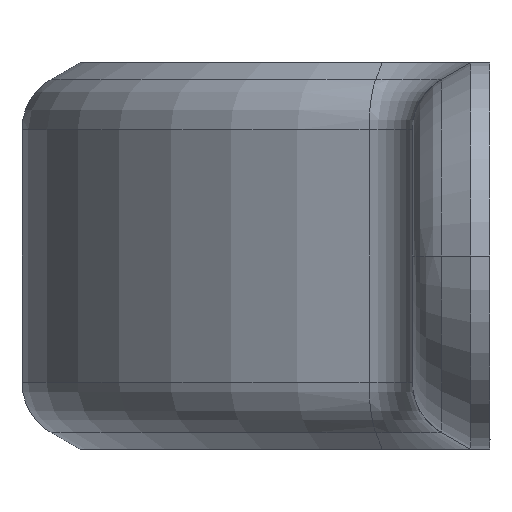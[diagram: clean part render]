
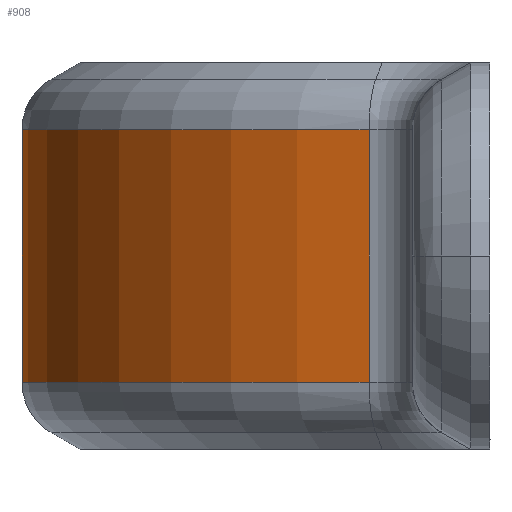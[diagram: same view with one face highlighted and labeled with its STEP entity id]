
A CAD part, left-side view. The second image highlights one B-rep face of the part: STEP entity #908.
In plain terms, the highlighted cylindrical face has radius 23.279 mm (diameter 46.557 mm), a partial arc.
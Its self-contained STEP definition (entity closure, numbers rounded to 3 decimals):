
#57 = ORIENTED_EDGE ( 'NONE', *, *, #2237, .T. ) ;
#92 = CARTESIAN_POINT ( 'NONE',  ( 0., 0., -6.536 ) ) ;
#117 = ORIENTED_EDGE ( 'NONE', *, *, #2542, .T. ) ;
#191 = AXIS2_PLACEMENT_3D ( 'NONE', #92, #2178, #1515 ) ;
#193 = CARTESIAN_POINT ( 'NONE',  ( 0., 23.278, 6.536 ) ) ;
#239 = CIRCLE ( 'NONE', #2023, 23.278 ) ;
#262 = DIRECTION ( 'NONE',  ( 0., 0., -1. ) ) ;
#304 = DIRECTION ( 'NONE',  ( 0., 0., -1. ) ) ;
#309 = FACE_OUTER_BOUND ( 'NONE', #898, .T. ) ;
#315 = EDGE_CURVE ( 'NONE', #896, #2292, #239, .T. ) ;
#355 = VERTEX_POINT ( 'NONE', #1773 ) ;
#430 = ORIENTED_EDGE ( 'NONE', *, *, #2246, .T. ) ;
#601 = DIRECTION ( 'NONE',  ( 0., 0., -1. ) ) ;
#676 = CARTESIAN_POINT ( 'NONE',  ( -22.66, 5.331, -6.536 ) ) ;
#786 = CARTESIAN_POINT ( 'NONE',  ( 0., 0., 6.536 ) ) ;
#798 = CARTESIAN_POINT ( 'NONE',  ( 0., 0., -6.536 ) ) ;
#822 = CARTESIAN_POINT ( 'NONE',  ( 0., 0., 0. ) ) ;
#847 = DIRECTION ( 'NONE',  ( 1., 0., 0. ) ) ;
#862 = CARTESIAN_POINT ( 'NONE',  ( 0., 0., 6.536 ) ) ;
#896 = VERTEX_POINT ( 'NONE', #1922 ) ;
#898 = EDGE_LOOP ( 'NONE', ( #2069, #430, #1655, #117, #1004, #57 ) ) ;
#908 = ADVANCED_FACE ( 'NONE', ( #309 ), #2191, .T. ) ;
#963 = CARTESIAN_POINT ( 'NONE',  ( 22.66, 5.331, 10. ) ) ;
#997 = DIRECTION ( 'NONE',  ( 0., 0., 1. ) ) ;
#1004 = ORIENTED_EDGE ( 'NONE', *, *, #315, .T. ) ;
#1114 = CIRCLE ( 'NONE', #191, 23.278 ) ;
#1116 = CIRCLE ( 'NONE', #2784, 23.278 ) ;
#1119 = AXIS2_PLACEMENT_3D ( 'NONE', #822, #1752, #2380 ) ;
#1237 = DIRECTION ( 'NONE',  ( 0., 0., 1. ) ) ;
#1365 = VECTOR ( 'NONE', #997, 1000. ) ;
#1515 = DIRECTION ( 'NONE',  ( -1., 0., 0. ) ) ;
#1655 = ORIENTED_EDGE ( 'NONE', *, *, #1919, .T. ) ;
#1710 = DIRECTION ( 'NONE',  ( 1., 0., 0. ) ) ;
#1752 = DIRECTION ( 'NONE',  ( 0., 0., -1. ) ) ;
#1773 = CARTESIAN_POINT ( 'NONE',  ( 22.66, 5.331, -6.536 ) ) ;
#1919 = EDGE_CURVE ( 'NONE', #2777, #2486, #1114, .T. ) ;
#1922 = CARTESIAN_POINT ( 'NONE',  ( -22.66, 5.331, 6.536 ) ) ;
#1991 = EDGE_CURVE ( 'NONE', #2401, #355, #2574, .T. ) ;
#2023 = AXIS2_PLACEMENT_3D ( 'NONE', #862, #601, #847 ) ;
#2069 = ORIENTED_EDGE ( 'NONE', *, *, #1991, .T. ) ;
#2144 = DIRECTION ( 'NONE',  ( -1., 0., 0. ) ) ;
#2178 = DIRECTION ( 'NONE',  ( 0., 0., 1. ) ) ;
#2191 = CYLINDRICAL_SURFACE ( 'NONE', #1119, 23.278 ) ;
#2237 = EDGE_CURVE ( 'NONE', #2292, #2401, #2506, .T. ) ;
#2246 = EDGE_CURVE ( 'NONE', #355, #2777, #1116, .T. ) ;
#2292 = VERTEX_POINT ( 'NONE', #193 ) ;
#2380 = DIRECTION ( 'NONE',  ( -1., 0., 0. ) ) ;
#2401 = VERTEX_POINT ( 'NONE', #2559 ) ;
#2408 = AXIS2_PLACEMENT_3D ( 'NONE', #786, #304, #1710 ) ;
#2450 = CARTESIAN_POINT ( 'NONE',  ( 0., 23.278, -6.536 ) ) ;
#2486 = VERTEX_POINT ( 'NONE', #676 ) ;
#2506 = CIRCLE ( 'NONE', #2408, 23.278 ) ;
#2542 = EDGE_CURVE ( 'NONE', #2486, #896, #2817, .T. ) ;
#2559 = CARTESIAN_POINT ( 'NONE',  ( 22.66, 5.331, 6.536 ) ) ;
#2574 = LINE ( 'NONE', #963, #2881 ) ;
#2777 = VERTEX_POINT ( 'NONE', #2450 ) ;
#2784 = AXIS2_PLACEMENT_3D ( 'NONE', #798, #1237, #2144 ) ;
#2817 = LINE ( 'NONE', #2852, #1365 ) ;
#2852 = CARTESIAN_POINT ( 'NONE',  ( -22.66, 5.331, 10. ) ) ;
#2881 = VECTOR ( 'NONE', #262, 1000. ) ;
